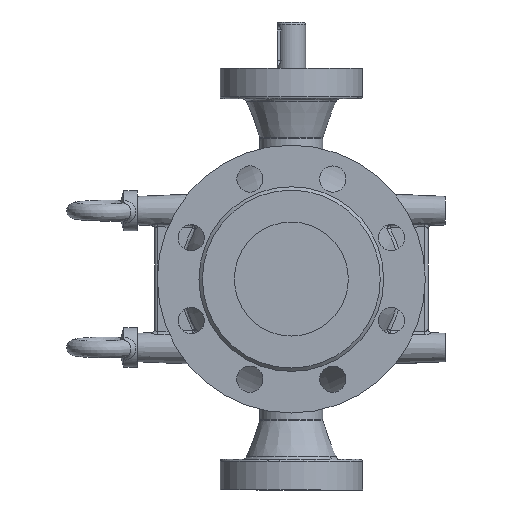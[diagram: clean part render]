
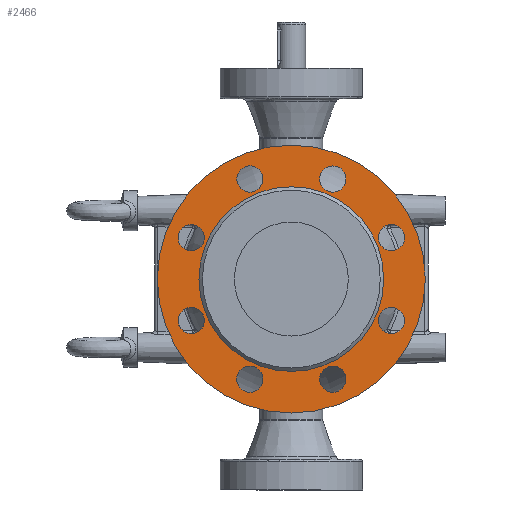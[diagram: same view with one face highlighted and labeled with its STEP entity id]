
A CAD part, left-side view. The second image highlights one B-rep face of the part: STEP entity #2466.
In plain terms, the highlighted planar face has unit normal (-1, 0, 0).
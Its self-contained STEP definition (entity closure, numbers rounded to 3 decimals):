
#57 = CIRCLE ( 'NONE', #19259, 117.5 ) ;
#76 = DIRECTION ( 'NONE',  ( -1., 0., 0. ) ) ;
#243 = AXIS2_PLACEMENT_3D ( 'NONE', #32580, #663, #21611 ) ;
#294 = VERTEX_POINT ( 'NONE', #3040 ) ;
#342 = EDGE_CURVE ( 'NONE', #14046, #14046, #5344, .T. ) ;
#383 = AXIS2_PLACEMENT_3D ( 'NONE', #21514, #8463, #18925 ) ;
#663 = DIRECTION ( 'NONE',  ( -1., 0., 0. ) ) ;
#1487 = CARTESIAN_POINT ( 'NONE',  ( -107., -87.769, -47.855 ) ) ;
#1680 = VERTEX_POINT ( 'NONE', #25199 ) ;
#1769 = EDGE_CURVE ( 'NONE', #1680, #1680, #27418, .T. ) ;
#2175 = CARTESIAN_POINT ( 'NONE',  ( -107., -87.769, -36.355 ) ) ;
#2466 = ADVANCED_FACE ( 'NONE', ( #29928, #11400, #21874, #17891, #10337, #33347, #9653, #12924, #28357, #15484 ), #15301, .T. ) ;
#2521 = DIRECTION ( 'NONE',  ( 0., 0., -1. ) ) ;
#2672 = EDGE_LOOP ( 'NONE', ( #15980 ) ) ;
#2779 = ORIENTED_EDGE ( 'NONE', *, *, #20958, .F. ) ;
#2842 = ORIENTED_EDGE ( 'NONE', *, *, #28838, .F. ) ;
#3040 = CARTESIAN_POINT ( 'NONE',  ( -107., 0., 117.5 ) ) ;
#3306 = AXIS2_PLACEMENT_3D ( 'NONE', #12495, #9908, #20394 ) ;
#3712 = CARTESIAN_POINT ( 'NONE',  ( -107., -47.855, 87.769 ) ) ;
#4509 = DIRECTION ( 'NONE',  ( -1., 0., 0. ) ) ;
#4732 = ORIENTED_EDGE ( 'NONE', *, *, #10849, .F. ) ;
#4849 = CARTESIAN_POINT ( 'NONE',  ( -107., 28.223, 95.9 ) ) ;
#4990 = CARTESIAN_POINT ( 'NONE',  ( -107., 36.355, 87.769 ) ) ;
#5344 = CIRCLE ( 'NONE', #383, 11.5 ) ;
#6072 = ORIENTED_EDGE ( 'NONE', *, *, #13304, .F. ) ;
#6665 = DIRECTION ( 'NONE',  ( -1., 0., 0. ) ) ;
#6776 = EDGE_LOOP ( 'NONE', ( #4732 ) ) ;
#6971 = EDGE_LOOP ( 'NONE', ( #2779 ) ) ;
#7226 = DIRECTION ( 'NONE',  ( 0., -0.707, 0.707 ) ) ;
#7415 = DIRECTION ( 'NONE',  ( -1., 0., 0. ) ) ;
#8463 = DIRECTION ( 'NONE',  ( -1., 0., 0. ) ) ;
#8752 = AXIS2_PLACEMENT_3D ( 'NONE', #20073, #12520, #17661 ) ;
#9653 = FACE_BOUND ( 'NONE', #2672, .T. ) ;
#9908 = DIRECTION ( 'NONE',  ( -1., 0., 0. ) ) ;
#9915 = CARTESIAN_POINT ( 'NONE',  ( -107., 47.855, -87.769 ) ) ;
#10037 = DIRECTION ( 'NONE',  ( 0., 0., 1. ) ) ;
#10088 = VERTEX_POINT ( 'NONE', #33616 ) ;
#10169 = VERTEX_POINT ( 'NONE', #4849 ) ;
#10259 = VERTEX_POINT ( 'NONE', #9915 ) ;
#10337 = FACE_BOUND ( 'NONE', #29109, .T. ) ;
#10849 = EDGE_CURVE ( 'NONE', #21171, #21171, #16974, .T. ) ;
#11400 = FACE_BOUND ( 'NONE', #22494, .T. ) ;
#11571 = AXIS2_PLACEMENT_3D ( 'NONE', #31103, #4509, #33694 ) ;
#11937 = CIRCLE ( 'NONE', #23446, 11.5 ) ;
#12495 = CARTESIAN_POINT ( 'NONE',  ( -107., -36.355, -87.769 ) ) ;
#12520 = DIRECTION ( 'NONE',  ( -1., 0., 0. ) ) ;
#12570 = CARTESIAN_POINT ( 'NONE',  ( -107., 87.769, -36.355 ) ) ;
#12924 = FACE_BOUND ( 'NONE', #24592, .T. ) ;
#12996 = DIRECTION ( 'NONE',  ( -1., 0., 0. ) ) ;
#13304 = EDGE_CURVE ( 'NONE', #10169, #10169, #17599, .T. ) ;
#13398 = CIRCLE ( 'NONE', #22161, 11.5 ) ;
#13581 = EDGE_LOOP ( 'NONE', ( #6072 ) ) ;
#13612 = ORIENTED_EDGE ( 'NONE', *, *, #342, .F. ) ;
#14022 = VERTEX_POINT ( 'NONE', #1487 ) ;
#14046 = VERTEX_POINT ( 'NONE', #17296 ) ;
#15301 = PLANE ( 'NONE',  #11571 ) ;
#15484 = FACE_BOUND ( 'NONE', #6776, .T. ) ;
#15675 = ORIENTED_EDGE ( 'NONE', *, *, #26308, .T. ) ;
#15980 = ORIENTED_EDGE ( 'NONE', *, *, #20407, .F. ) ;
#16238 = CARTESIAN_POINT ( 'NONE',  ( -107., 36.355, -87.769 ) ) ;
#16854 = EDGE_LOOP ( 'NONE', ( #29780 ) ) ;
#16974 = CIRCLE ( 'NONE', #8752, 81. ) ;
#17296 = CARTESIAN_POINT ( 'NONE',  ( -107., 87.769, 47.855 ) ) ;
#17414 = AXIS2_PLACEMENT_3D ( 'NONE', #12570, #7415, #17882 ) ;
#17599 = CIRCLE ( 'NONE', #21460, 11.5 ) ;
#17661 = DIRECTION ( 'NONE',  ( 0., 0., 1. ) ) ;
#17763 = CARTESIAN_POINT ( 'NONE',  ( -107., 0., 0. ) ) ;
#17882 = DIRECTION ( 'NONE',  ( 0., 0.707, 0.707 ) ) ;
#17891 = FACE_BOUND ( 'NONE', #16854, .T. ) ;
#18476 = DIRECTION ( 'NONE',  ( 0., 1., 0. ) ) ;
#18925 = DIRECTION ( 'NONE',  ( 0., 0., 1. ) ) ;
#19166 = CARTESIAN_POINT ( 'NONE',  ( -107., -95.9, 28.223 ) ) ;
#19259 = AXIS2_PLACEMENT_3D ( 'NONE', #17763, #76, #10037 ) ;
#20073 = CARTESIAN_POINT ( 'NONE',  ( -107., 0., 0. ) ) ;
#20096 = DIRECTION ( 'NONE',  ( -1., 0., 0. ) ) ;
#20394 = DIRECTION ( 'NONE',  ( 0., 0.707, -0.707 ) ) ;
#20407 = EDGE_CURVE ( 'NONE', #10088, #10088, #32216, .T. ) ;
#20958 = EDGE_CURVE ( 'NONE', #10259, #10259, #11937, .T. ) ;
#21171 = VERTEX_POINT ( 'NONE', #26491 ) ;
#21460 = AXIS2_PLACEMENT_3D ( 'NONE', #4990, #20096, #7226 ) ;
#21514 = CARTESIAN_POINT ( 'NONE',  ( -107., 87.769, 36.355 ) ) ;
#21611 = DIRECTION ( 'NONE',  ( 0., -1., 0. ) ) ;
#21874 = FACE_BOUND ( 'NONE', #26572, .T. ) ;
#22161 = AXIS2_PLACEMENT_3D ( 'NONE', #2175, #12996, #2521 ) ;
#22356 = ORIENTED_EDGE ( 'NONE', *, *, #1769, .F. ) ;
#22494 = EDGE_LOOP ( 'NONE', ( #25691 ) ) ;
#23446 = AXIS2_PLACEMENT_3D ( 'NONE', #16238, #28951, #18476 ) ;
#24592 = EDGE_LOOP ( 'NONE', ( #13612 ) ) ;
#24835 = VERTEX_POINT ( 'NONE', #3712 ) ;
#25199 = CARTESIAN_POINT ( 'NONE',  ( -107., -28.223, -95.9 ) ) ;
#25691 = ORIENTED_EDGE ( 'NONE', *, *, #30109, .F. ) ;
#25975 = AXIS2_PLACEMENT_3D ( 'NONE', #27929, #6665, #32912 ) ;
#26003 = CIRCLE ( 'NONE', #243, 11.5 ) ;
#26308 = EDGE_CURVE ( 'NONE', #294, #294, #57, .T. ) ;
#26491 = CARTESIAN_POINT ( 'NONE',  ( -107., 0., 81. ) ) ;
#26572 = EDGE_LOOP ( 'NONE', ( #2842 ) ) ;
#27418 = CIRCLE ( 'NONE', #3306, 11.5 ) ;
#27574 = VERTEX_POINT ( 'NONE', #19166 ) ;
#27929 = CARTESIAN_POINT ( 'NONE',  ( -107., -87.769, 36.355 ) ) ;
#28357 = FACE_OUTER_BOUND ( 'NONE', #31939, .T. ) ;
#28838 = EDGE_CURVE ( 'NONE', #27574, #27574, #33673, .T. ) ;
#28951 = DIRECTION ( 'NONE',  ( -1., 0., 0. ) ) ;
#29109 = EDGE_LOOP ( 'NONE', ( #22356 ) ) ;
#29361 = EDGE_CURVE ( 'NONE', #14022, #14022, #13398, .T. ) ;
#29780 = ORIENTED_EDGE ( 'NONE', *, *, #29361, .F. ) ;
#29928 = FACE_BOUND ( 'NONE', #13581, .T. ) ;
#30109 = EDGE_CURVE ( 'NONE', #24835, #24835, #26003, .T. ) ;
#31103 = CARTESIAN_POINT ( 'NONE',  ( -107., 81., 0. ) ) ;
#31939 = EDGE_LOOP ( 'NONE', ( #15675 ) ) ;
#32216 = CIRCLE ( 'NONE', #17414, 11.5 ) ;
#32580 = CARTESIAN_POINT ( 'NONE',  ( -107., -36.355, 87.769 ) ) ;
#32912 = DIRECTION ( 'NONE',  ( 0., -0.707, -0.707 ) ) ;
#33347 = FACE_BOUND ( 'NONE', #6971, .T. ) ;
#33616 = CARTESIAN_POINT ( 'NONE',  ( -107., 95.9, -28.223 ) ) ;
#33673 = CIRCLE ( 'NONE', #25975, 11.5 ) ;
#33694 = DIRECTION ( 'NONE',  ( 0., 0., 1. ) ) ;
